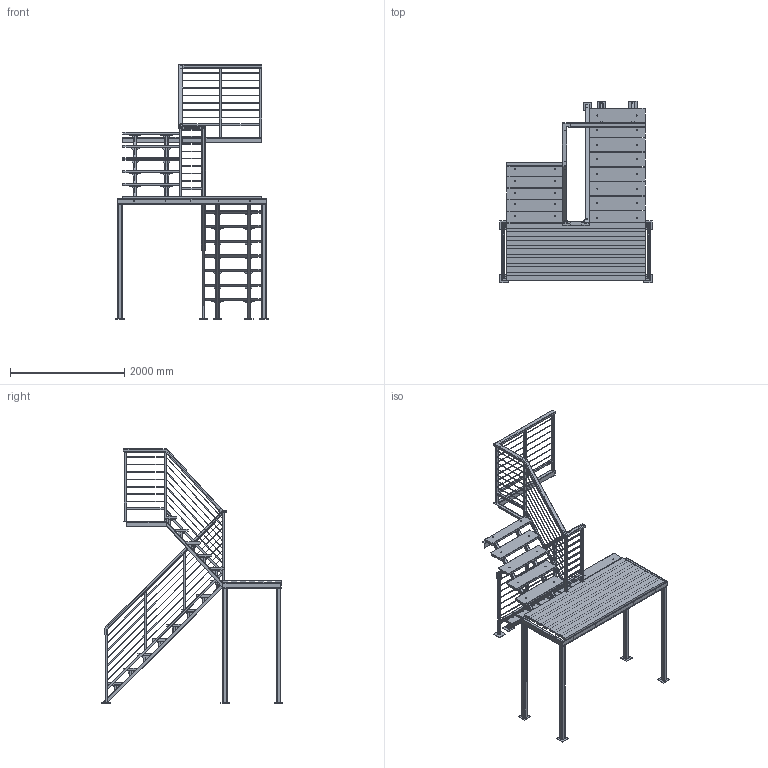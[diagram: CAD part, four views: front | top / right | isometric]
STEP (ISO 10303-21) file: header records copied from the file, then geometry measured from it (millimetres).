
FILE_DESCRIPTION(/* description */ ('Unknown','CAx-IF Rec.Pracs.---Representation and Presentation of Product Manufacturing Information (PMI)---4.0---2014-10-13','CAx-IF Rec.Pracs.---3D Tessellated Geometry---0.4---2014-09-14','2;1'),/* implementation_level */ '2;1');
FILE_NAME(/* name */ 'СТ-3776 Лестница',/* time_stamp */ '2024-06-11T13:04:36+03:00',/* author */ ('Unknown'),/* organization */ ('Unknown'),/* preprocessor_version */ 'ST-DEVELOPER v16.7',/* originating_system */ 'Solid Edge',/* authorisation */ 'Unknown');
FILE_SCHEMA (('AP242_MANAGED_MODEL_BASED_3D_ENGINEERING_MIM_LF { 1 0 10303 442 1 1 4 }'));
Products named in the file (74): 旂-3776 呬嚦膻攡; 旂-3777; 旂-3781; ﾒ矜 $d 80x4 ﾃﾎﾑﾒ 25577-83;20 ﾃﾎﾑﾒ 11474-76 $@_L = 2008; Øâåëëåð $d 10Ï ÃÎÑÒ 8240-97;A ÃÎÑÒ 5521-93$@_L = 2612; Øâåëëåð $d 10Ï ÃÎÑÒ 8240-97;A ÃÎÑÒ 5521-93$@_L = 1024; Øâåëëåð $d 10Ï ÃÎÑÒ 8240-97;A ÃÎÑÒ 5521-93$@_L = 1014; 咍嚦 $d 5 襞旂 19903-2015;栺3厴 襞旂 14637-89 $@_150 x 150; 旂-3782; Òðóáà ÊÂ 60õ60õ4 ÃÎÑÒ 18475-82@_L = 2970; Òðóáà ÊÂ 40õ40õ2 ÃÎÑÒ 18475-82@_L = 105; 咍嚦 $d 5 襞旂 19903-2015;栺3厴 襞旂 14637-89 $@_200 x 130; 咍嚦 $d 5 襞旂 19903-2015;栺3厴 襞旂 14637-89 $@_45 x 54; 咍嚦 $d 5 襞旂 19903-2015;栺3厴 襞旂 14637-89 $@_60 x 50; 咍嚦 $d 5 襞旂 19903-2015;栺3厴 襞旂 14637-89 $150 x 150; 旂-3783; Òðóáà ÊÂ 60õ60õ4 ÃÎÑÒ 18475-82@_L = 1520; Òðóáà ÊÂ 40õ40õ2 ÃÎÑÒ 18475-82@_L = 122; 咍嚦 $d 5 襞旂 19903-2015;栺3厴 襞旂 14637-89 $@_72 x 45; 咍嚦 $d 5 襞旂 19903-2015;栺3厴 襞旂 14637-89 $@_72 x 30; 旂-3784; 咍嚦 $d 5 襞旂 19903-2015;栺3厴 襞旂 14637-89 $@_150 x 150_0; 旂-3784.01; Òðóáà 40õ40õ2 DIN EN 10219-2006@_L = 2890; Òðóáà 40õ40õ2 DIN EN 10219-2006@_L = 2905; 旂-3784.03; 旂-3784.02; ﾊ籵蓿瑣 $d 8,00-ﾂ1-ﾃﾎﾑﾒ 2591-2006;36ﾍ ﾃﾎﾑﾒ 14082-78 $@_L = 2890; 旂-3785; 旂-3785.01; 旂-3785.02; Òðóáà 40õ40õ2 DIN EN 10219-2006 L = 1508; Òðóáà 40õ40õ2 DIN EN 10219-2006 L = 1507; ﾊ籵蓿瑣 $d 8,00-ﾂ1-ﾃﾎﾑﾒ 2591-2006;36ﾍ ﾃﾎﾑﾒ 14082-78 $@_L = 1505; 旂-3786; 旂-3786.01; 旂-3786.02; 旂-3786.03; Òðóáà 40õ40õ2 DIN EN 10219-2006 L = 1440; Òðóáà 40õ40õ2 DIN EN 10219-2006 L = 660 ...
Assembly tree (247 placements, depth 4):
  旂-3776 呬嚦膻攡
    旂-3777
      旂-3781
        ﾒ矜 $d 80x4 ﾃﾎﾑﾒ 25577-83;20 ﾃﾎﾑﾒ 11474-76 $@_L = 2008  x4
        Øâåëëåð $d 10Ï ÃÎÑÒ 8240-97;A ÃÎÑÒ 5521-93$@_L = 2612  x2
        Øâåëëåð $d 10Ï ÃÎÑÒ 8240-97;A ÃÎÑÒ 5521-93$@_L = 1024  x2
        Øâåëëåð $d 10Ï ÃÎÑÒ 8240-97;A ÃÎÑÒ 5521-93$@_L = 1014  x5
        咍嚦 $d 5 襞旂 19903-2015;栺3厴 襞旂 14637-89 $@_150 x 150  x4
      旂-3782
        Òðóáà ÊÂ 60õ60õ4 ÃÎÑÒ 18475-82@_L = 2970
        Òðóáà ÊÂ 40õ40õ2 ÃÎÑÒ 18475-82@_L = 105  x8
        咍嚦 $d 5 襞旂 19903-2015;栺3厴 襞旂 14637-89 $@_200 x 130  x8
        咍嚦 $d 5 襞旂 19903-2015;栺3厴 襞旂 14637-89 $@_45 x 54  x8
        咍嚦 $d 5 襞旂 19903-2015;栺3厴 襞旂 14637-89 $@_60 x 50  x16
        咍嚦 $d 5 襞旂 19903-2015;栺3厴 襞旂 14637-89 $150 x 150
      旂-3783
        Òðóáà ÊÂ 60õ60õ4 ÃÎÑÒ 18475-82@_L = 1520
        Òðóáà ÊÂ 40õ40õ2 ÃÎÑÒ 18475-82@_L = 122  x5
        咍嚦 $d 5 襞旂 19903-2015;栺3厴 襞旂 14637-89 $@_200 x 130  x5
        咍嚦 $d 5 襞旂 19903-2015;栺3厴 襞旂 14637-89 $@_60 x 50  x10
        咍嚦 $d 5 襞旂 19903-2015;栺3厴 襞旂 14637-89 $@_72 x 45  x4
        咍嚦 $d 5 襞旂 19903-2015;栺3厴 襞旂 14637-89 $@_72 x 30
      旂-3784
        咍嚦 $d 5 襞旂 19903-2015;栺3厴 襞旂 14637-89 $@_150 x 150_0
        旂-3784.01
        Òðóáà 40õ40õ2 DIN EN 10219-2006@_L = 2890
        Òðóáà 40õ40õ2 DIN EN 10219-2006@_L = 2905
        旂-3784.03
        旂-3784.02  x2
        ﾊ籵蓿瑣 $d 8,00-ﾂ1-ﾃﾎﾑﾒ 2591-2006;36ﾍ ﾃﾎﾑﾒ 14082-78 $@_L = 2890  x7
      旂-3785
        旂-3785.01
        旂-3785.02
        Òðóáà 40õ40õ2 DIN EN 10219-2006 L = 1508
        Òðóáà 40õ40õ2 DIN EN 10219-2006 L = 1507
        ﾊ籵蓿瑣 $d 8,00-ﾂ1-ﾃﾎﾑﾒ 2591-2006;36ﾍ ﾃﾎﾑﾒ 14082-78 $@_L = 1505  x7
      旂-3786
        旂-3786.01
        旂-3786.02
        旂-3786.03
        Òðóáà 40õ40õ2 DIN EN 10219-2006 L = 1440
        Òðóáà 40õ40õ2 DIN EN 10219-2006 L = 660  x2
        ﾊ籵蓿瑣 $d 8,00-ﾂ1-ﾃﾎﾑﾒ 2591-2006;36ﾍ ﾃﾎﾑﾒ 14082-78 $@_L = 1380  x7
      旂-3782-01
        Òðóáà ÊÂ 60õ60õ4 ÃÎÑÒ 18475-82@_L = 2970
        Òðóáà ÊÂ 40õ40õ2 ÃÎÑÒ 18475-82@_L = 105  x8
        咍嚦 $d 5 襞旂 19903-2015;栺3厴 襞旂 14637-89 $@_200 x 130  x8
        咍嚦 $d 5 襞旂 19903-2015;栺3厴 襞旂 14637-89 $@_45 x 54  x8
        咍嚦 $d 5 襞旂 19903-2015;栺3厴 襞旂 14637-89 $@_60 x 50_0  x16
        咍嚦 $d 5 襞旂 19903-2015;栺3厴 襞旂 14637-89 $150 x 150
      旂-3783-01
        Òðóáà ÊÂ 60õ60õ4 ÃÎÑÒ 18475-82@_L = 1520_0
        Òðóáà ÊÂ 40õ40õ2 ÃÎÑÒ 18475-82@_L = 122_0  x5
        咍嚦 $d 5 襞旂 19903-2015;栺3厴 襞旂 14637-89 $@_200 x 130_0  x5
        咍嚦 $d 5 襞旂 19903-2015;栺3厴 襞旂 14637-89 $@_60 x 50_0  x10
        咍嚦 $d 5 襞旂 19903-2015;栺3厴 襞旂 14637-89 $@_72 x 45_0  x4
        咍嚦 $d 5 襞旂 19903-2015;栺3厴 襞旂 14637-89 $@_72 x 30_0
      Òðóáà 40õ40õ2 DIN EN 10219-2006 L = 360
      Òðóáà 40õ40õ2 DIN EN 10219-2006 L = 440
      ﾊ籵蓿瑣 $d 8,00-ﾂ1-ﾃﾎﾑﾒ 2591-2006;36ﾍ ﾃﾎﾑﾒ 14082-78 $@_L = 400  x7
Bounding box: 2670 x 3184 x 4453.1 mm (x, y, z)
Volume: 255098852.3 mm3; surface area: 40362328.4 mm2
Topology: 236 solids, 237 shells, 3141 faces, 7881 edges, 5229 vertices
Faces by surface type: plane 2293, cylinder 820, bspline 23, torus 3, cone 1, sphere 1
Full cylindrical faces by diameter (mm): 10 x52, 20 x26
Entity records: 56057 total; most frequent: CARTESIAN_POINT 18320, DIRECTION 7601, ORIENTED_EDGE 7122, EDGE_CURVE 3562, LINE 2597, VECTOR 2597, AXIS2_PLACEMENT_3D 2502, VERTEX_POINT 2365
